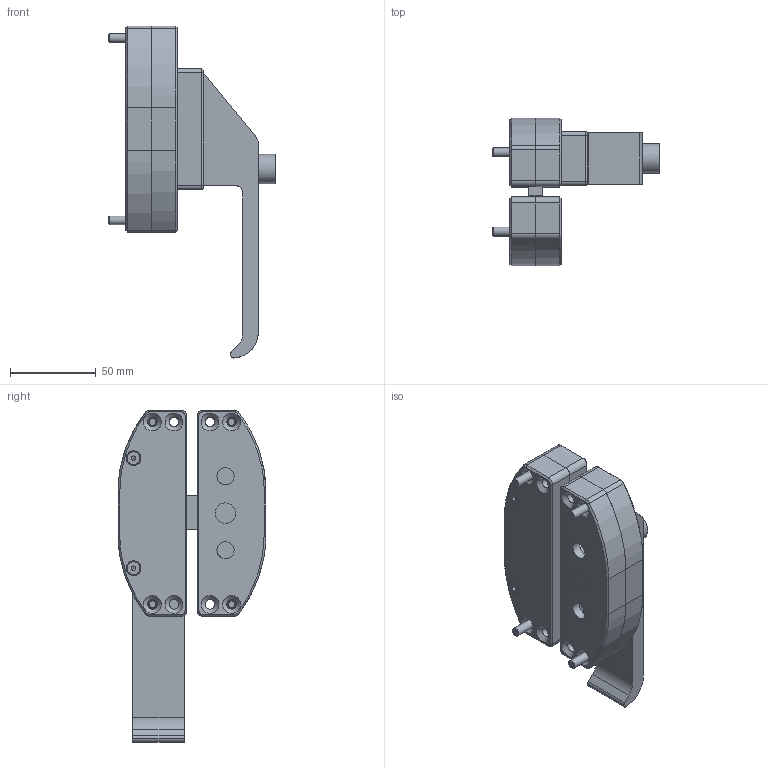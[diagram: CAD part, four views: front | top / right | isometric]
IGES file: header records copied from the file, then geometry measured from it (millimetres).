
Global section: file name: SZ8018S_A; native system: Autodesk Inventor 2015; preprocessor: unknown; author: Behrens; date: 20151117.131405; units: millimetre
Bounding box: 97 x 86 x 193.04 mm (x, y, z)
Volume: 303080.5 mm3; surface area: 100995.3 mm2
Topology: 21 solids, 21 shells, 430 faces, 1138 edges, 762 vertices
Faces by surface type: bspline 430
